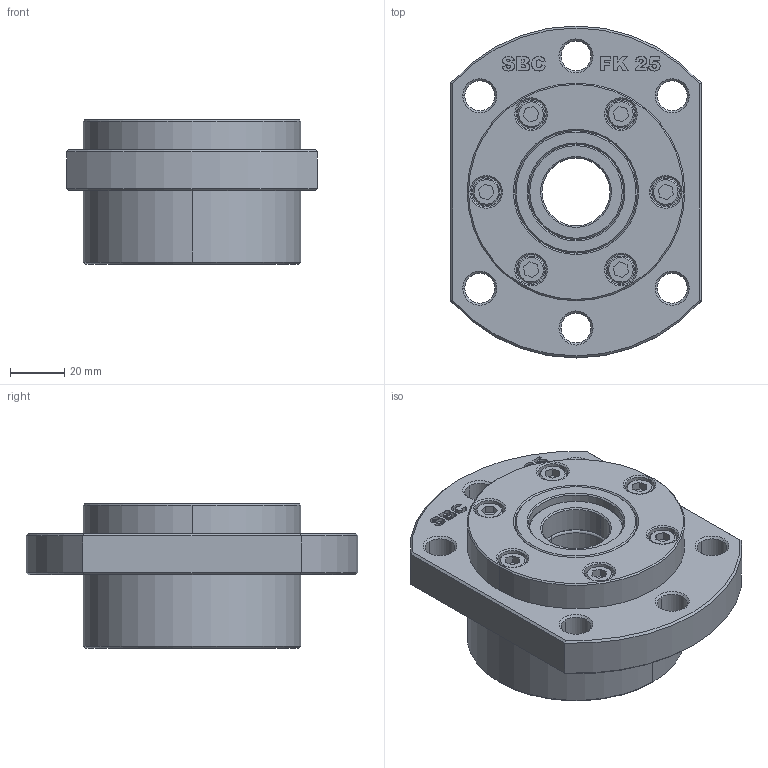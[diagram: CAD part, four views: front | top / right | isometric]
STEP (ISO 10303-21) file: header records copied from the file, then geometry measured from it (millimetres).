
FILE_DESCRIPTION (( 'STEP AP203' ), '1' );
FILE_NAME ('FK 25.STEP', '2014-10-24T07:10:01', ( 'star' ), ( '' ), 'SwSTEP 2.0', 'SolidWorks 2013', '' );
FILE_SCHEMA (( 'CONFIG_CONTROL_DESIGN' ));
Length unit declared in the file: millimetre
Products named in the file (7): FK 25; FK 25 COVER; FK 25 BLOCK; FK 25 OILSEAL; #7205B(25X52X15); M6X10; FK 25 COLLAR
Assembly tree (14 placements, depth 2):
  FK 25
    M6X10  x6
    FK 25 COVER
    FK 25 OILSEAL  x2
    FK 25 COLLAR  x2
    FK 25 BLOCK
    #7205B(25X52X15)  x2
Bounding box: 92 x 122 x 53 mm (x, y, z)
Volume: 279320 mm3; surface area: 89675.9 mm2
Topology: 14 solids, 14 shells, 545 faces, 1599 edges, 978 vertices
Faces by surface type: plane 156, cone 137, cylinder 126, bspline 110, torus 16
Entity records: 19015 total; most frequent: CARTESIAN_POINT 8858, ORIENTED_EDGE 2022, DIRECTION 1807, EDGE_CURVE 1011, AXIS2_PLACEMENT_3D 702, VERTEX_POINT 652, EDGE_LOOP 437, VECTOR 403
